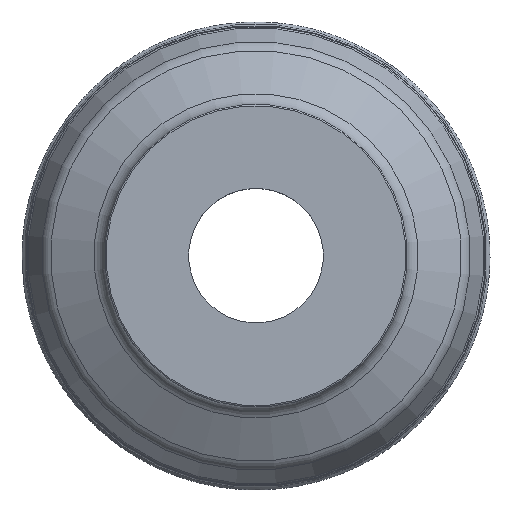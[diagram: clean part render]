
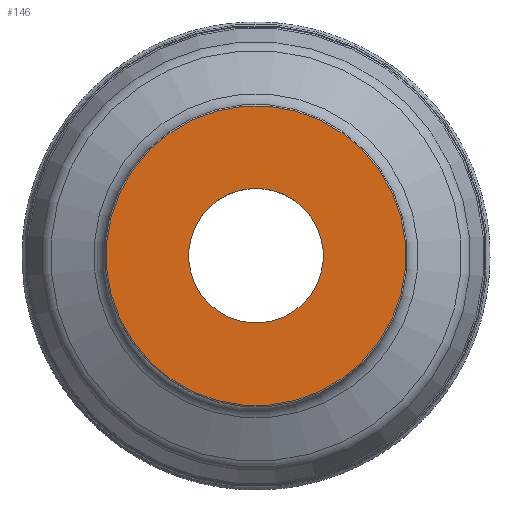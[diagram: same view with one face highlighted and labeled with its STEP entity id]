
A CAD part, top view. The second image highlights one B-rep face of the part: STEP entity #146.
In plain terms, the highlighted planar face has unit normal (0, 0, 1).
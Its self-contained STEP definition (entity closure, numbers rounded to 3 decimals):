
#116=PLANE('',#658);
#146=ADVANCED_FACE('CU_BACK_F001',(#218,#219),#116,.F.);
#218=FACE_BOUND('',#279,.T.);
#219=FACE_BOUND('',#280,.T.);
#279=EDGE_LOOP('',(#339));
#280=EDGE_LOOP('',(#340));
#339=ORIENTED_EDGE('',*,*,#394,.F.);
#340=ORIENTED_EDGE('',*,*,#401,.T.);
#363=VERTEX_POINT('',#919);
#370=VERTEX_POINT('',#942);
#394=EDGE_CURVE('',#363,#363,#424,.T.);
#401=EDGE_CURVE('',#370,#370,#431,.T.);
#424=CIRCLE('',#640,20.006);
#431=CIRCLE('',#656,44.6);
#640=AXIS2_PLACEMENT_3D('',#918,#777,#778);
#656=AXIS2_PLACEMENT_3D('',#941,#809,#810);
#658=AXIS2_PLACEMENT_3D('',#944,#813,#814);
#777=DIRECTION('',(0.,0.,1.));
#778=DIRECTION('',(0.966,0.259,0.));
#809=DIRECTION('',(0.,0.,1.));
#810=DIRECTION('',(0.966,0.259,0.));
#813=DIRECTION('',(0.,0.,-1.));
#814=DIRECTION('',(-0.966,-0.259,0.));
#918=CARTESIAN_POINT('',(0.,0.,
0.));
#919=CARTESIAN_POINT('',(19.325,5.178,0.));
#941=CARTESIAN_POINT('',(0.,0.,
0.));
#942=CARTESIAN_POINT('',(43.08,11.543,0.));
#944=CARTESIAN_POINT('',(-43.5,0.,0.));
